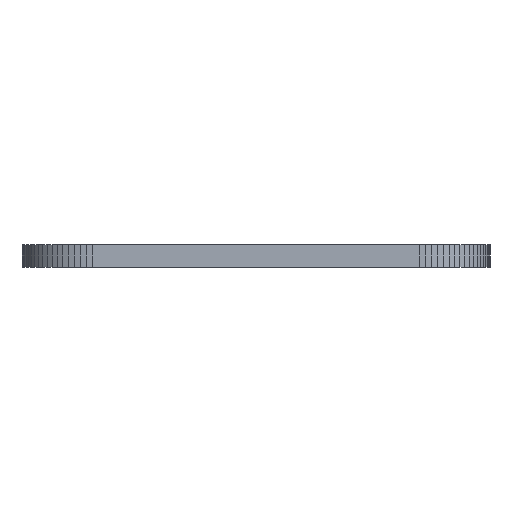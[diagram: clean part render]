
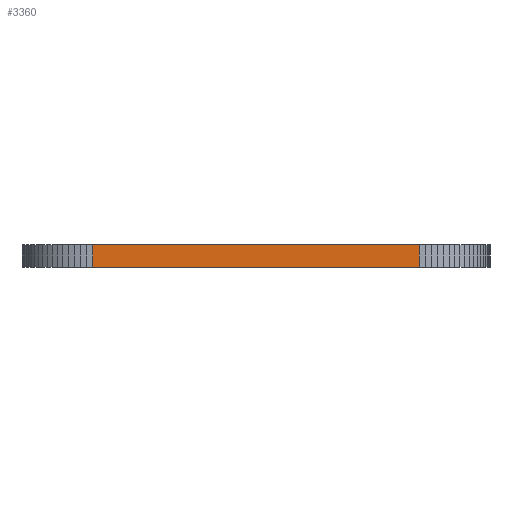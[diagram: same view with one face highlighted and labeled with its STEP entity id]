
A CAD part, left-side view. The second image highlights one B-rep face of the part: STEP entity #3360.
In plain terms, the highlighted planar face has unit normal (-1, 0, 0).
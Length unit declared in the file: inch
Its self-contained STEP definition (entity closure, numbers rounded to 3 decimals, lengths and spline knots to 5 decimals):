
#85 = VERTEX_POINT ( 'NONE', #301 ) ;
#294 = AXIS2_PLACEMENT_3D ( 'NONE', #2918, #1737, #1144 ) ;
#301 = CARTESIAN_POINT ( 'NONE',  ( 1.69922, -3.47402, 0.06299 ) ) ;
#394 = EDGE_CURVE ( 'NONE', #2812, #1060, #453, .T. ) ;
#453 = LINE ( 'NONE', #3808, #772 ) ;
#488 = ORIENTED_EDGE ( 'NONE', *, *, #2069, .T. ) ;
#496 = LINE ( 'NONE', #1047, #2317 ) ;
#679 = CARTESIAN_POINT ( 'NONE',  ( 1.69921, -4.4, 0.06299 ) ) ;
#772 = VECTOR ( 'NONE', #799, 39.37008 ) ;
#799 = DIRECTION ( 'NONE',  ( 0., 1., 0. ) ) ;
#1047 = CARTESIAN_POINT ( 'NONE',  ( 1.69921, -4.4, 0. ) ) ;
#1060 = VERTEX_POINT ( 'NONE', #3919 ) ;
#1144 = DIRECTION ( 'NONE',  ( 0., 0., 1. ) ) ;
#1155 = VERTEX_POINT ( 'NONE', #3665 ) ;
#1192 = ORIENTED_EDGE ( 'NONE', *, *, #1890, .F. ) ;
#1340 = DIRECTION ( 'NONE',  ( 0., 1., 0. ) ) ;
#1382 = ORIENTED_EDGE ( 'NONE', *, *, #2248, .T. ) ;
#1682 = VECTOR ( 'NONE', #1340, 39.37008 ) ;
#1737 = DIRECTION ( 'NONE',  ( -1., 0., 0. ) ) ;
#1761 = FACE_OUTER_BOUND ( 'NONE', #2399, .T. ) ;
#1890 = EDGE_CURVE ( 'NONE', #1060, #85, #3905, .T. ) ;
#2069 = EDGE_CURVE ( 'NONE', #2812, #1155, #496, .T. ) ;
#2248 = EDGE_CURVE ( 'NONE', #1155, #85, #3107, .T. ) ;
#2317 = VECTOR ( 'NONE', #3205, 39.37008 ) ;
#2399 = EDGE_LOOP ( 'NONE', ( #488, #1382, #1192, #2896 ) ) ;
#2408 = CARTESIAN_POINT ( 'NONE',  ( 1.69922, -3.47402, 0. ) ) ;
#2446 = CARTESIAN_POINT ( 'NONE',  ( 1.69921, -4.4, 0. ) ) ;
#2572 = VECTOR ( 'NONE', #3300, 39.37008 ) ;
#2812 = VERTEX_POINT ( 'NONE', #2446 ) ;
#2896 = ORIENTED_EDGE ( 'NONE', *, *, #394, .F. ) ;
#2918 = CARTESIAN_POINT ( 'NONE',  ( 1.69921, -4.4, 0. ) ) ;
#3107 = LINE ( 'NONE', #679, #1682 ) ;
#3205 = DIRECTION ( 'NONE',  ( 0., 0., 1. ) ) ;
#3300 = DIRECTION ( 'NONE',  ( 0., 0., 1. ) ) ;
#3360 = ADVANCED_FACE ( 'NONE', ( #1761 ), #3552, .T. ) ;
#3552 = PLANE ( 'NONE',  #294 ) ;
#3665 = CARTESIAN_POINT ( 'NONE',  ( 1.69921, -4.4, 0.06299 ) ) ;
#3808 = CARTESIAN_POINT ( 'NONE',  ( 1.69921, -4.4, 0. ) ) ;
#3905 = LINE ( 'NONE', #2408, #2572 ) ;
#3919 = CARTESIAN_POINT ( 'NONE',  ( 1.69922, -3.47402, 0. ) ) ;
